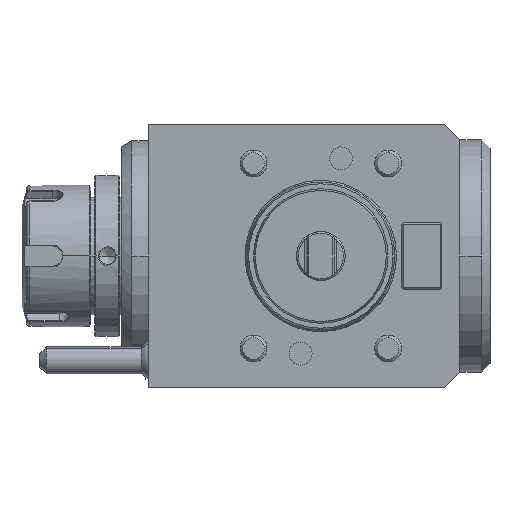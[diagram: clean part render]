
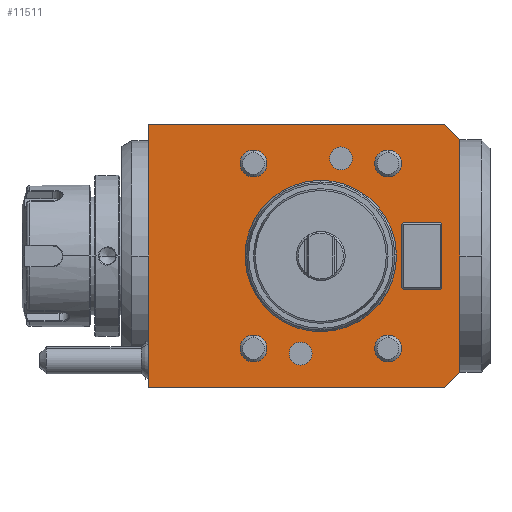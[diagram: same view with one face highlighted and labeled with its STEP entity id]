
A CAD part, front view. The second image highlights one B-rep face of the part: STEP entity #11511.
In plain terms, the highlighted planar face has unit normal (0, -1, 0).
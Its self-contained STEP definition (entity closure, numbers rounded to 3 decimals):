
#3322=DIRECTION('',(-1.,0.,0.));
#3323=VECTOR('',#3322,88.);
#3324=CARTESIAN_POINT('',(88.,0.,39.));
#3325=LINE('',#3324,#3323);
#3326=DIRECTION('',(-0.707,0.,0.707));
#3327=VECTOR('',#3326,6.364);
#3328=CARTESIAN_POINT('',(92.5,0.,34.5));
#3329=LINE('',#3328,#3327);
#3330=DIRECTION('',(0.,0.,1.));
#3331=VECTOR('',#3330,69.);
#3332=CARTESIAN_POINT('',(92.5,0.,-34.5));
#3333=LINE('',#3332,#3331);
#3334=DIRECTION('',(0.707,0.,0.707));
#3335=VECTOR('',#3334,6.364);
#3336=CARTESIAN_POINT('',(88.,0.,-39.));
#3337=LINE('',#3336,#3335);
#3338=DIRECTION('',(1.,0.,0.));
#3339=VECTOR('',#3338,88.);
#3340=CARTESIAN_POINT('',(0.,0.,-39.));
#3341=LINE('',#3340,#3339);
#3342=DIRECTION('',(0.,0.,-1.));
#3343=VECTOR('',#3342,78.);
#3344=CARTESIAN_POINT('',(0.,0.,39.));
#3345=LINE('',#3344,#3343);
#3346=CARTESIAN_POINT('',(57.2,0.,29.));
#3347=DIRECTION('',(0.,-1.,0.));
#3348=DIRECTION('',(-1.,0.,0.));
#3349=AXIS2_PLACEMENT_3D('',#3346,#3347,#3348);
#3351=CARTESIAN_POINT('',(57.2,0.,29.));
#3352=DIRECTION('',(0.,-1.,0.));
#3353=DIRECTION('',(1.,0.,0.));
#3354=AXIS2_PLACEMENT_3D('',#3351,#3352,#3353);
#3356=CARTESIAN_POINT('',(45.2,0.,-29.));
#3357=DIRECTION('',(0.,1.,0.));
#3358=DIRECTION('',(1.,0.,0.));
#3359=AXIS2_PLACEMENT_3D('',#3356,#3357,#3358);
#3361=CARTESIAN_POINT('',(45.2,0.,-29.));
#3362=DIRECTION('',(0.,1.,0.));
#3363=DIRECTION('',(-1.,0.,0.));
#3364=AXIS2_PLACEMENT_3D('',#3361,#3362,#3363);
#4368=CARTESIAN_POINT('',(71.2,0.,-27.5));
#4369=DIRECTION('',(0.,1.,0.));
#4370=DIRECTION('',(0.,0.,-1.));
#4371=AXIS2_PLACEMENT_3D('',#4368,#4369,#4370);
#4373=CARTESIAN_POINT('',(71.2,0.,-27.5));
#4374=DIRECTION('',(0.,1.,0.));
#4375=DIRECTION('',(0.,0.,1.));
#4376=AXIS2_PLACEMENT_3D('',#4373,#4374,#4375);
#4414=CARTESIAN_POINT('',(71.2,0.,27.5));
#4415=DIRECTION('',(0.,1.,0.));
#4416=DIRECTION('',(0.,0.,-1.));
#4417=AXIS2_PLACEMENT_3D('',#4414,#4415,#4416);
#4419=CARTESIAN_POINT('',(71.2,0.,27.5));
#4420=DIRECTION('',(0.,1.,0.));
#4421=DIRECTION('',(0.,0.,1.));
#4422=AXIS2_PLACEMENT_3D('',#4419,#4420,#4421);
#4460=CARTESIAN_POINT('',(31.2,0.,-27.5));
#4461=DIRECTION('',(0.,1.,0.));
#4462=DIRECTION('',(0.,0.,-1.));
#4463=AXIS2_PLACEMENT_3D('',#4460,#4461,#4462);
#4465=CARTESIAN_POINT('',(31.2,0.,-27.5));
#4466=DIRECTION('',(0.,1.,0.));
#4467=DIRECTION('',(0.,0.,1.));
#4468=AXIS2_PLACEMENT_3D('',#4465,#4466,#4467);
#4506=CARTESIAN_POINT('',(31.2,0.,27.5));
#4507=DIRECTION('',(0.,1.,0.));
#4508=DIRECTION('',(0.,0.,-1.));
#4509=AXIS2_PLACEMENT_3D('',#4506,#4507,#4508);
#4511=CARTESIAN_POINT('',(31.2,0.,27.5));
#4512=DIRECTION('',(0.,1.,0.));
#4513=DIRECTION('',(0.,0.,1.));
#4514=AXIS2_PLACEMENT_3D('',#4511,#4512,#4513);
#4552=DIRECTION('',(1.,0.,0.));
#4553=VECTOR('',#4552,11.);
#4554=CARTESIAN_POINT('',(75.7,0.,10.));
#4555=LINE('',#4554,#4553);
#4568=DIRECTION('',(0.707,0.,-0.707));
#4569=VECTOR('',#4568,0.707);
#4570=CARTESIAN_POINT('',(86.7,0.,10.));
#4571=LINE('',#4570,#4569);
#4576=DIRECTION('',(0.,0.,-1.));
#4577=VECTOR('',#4576,19.);
#4578=CARTESIAN_POINT('',(87.2,0.,9.5));
#4579=LINE('',#4578,#4577);
#4592=DIRECTION('',(0.707,0.,0.707));
#4593=VECTOR('',#4592,0.707);
#4594=CARTESIAN_POINT('',(86.7,0.,-10.));
#4595=LINE('',#4594,#4593);
#4600=DIRECTION('',(1.,0.,0.));
#4601=VECTOR('',#4600,11.);
#4602=CARTESIAN_POINT('',(75.7,0.,-10.));
#4603=LINE('',#4602,#4601);
#4616=DIRECTION('',(-0.707,0.,0.707));
#4617=VECTOR('',#4616,0.707);
#4618=CARTESIAN_POINT('',(75.7,0.,-10.));
#4619=LINE('',#4618,#4617);
#4624=DIRECTION('',(0.,0.,-1.));
#4625=VECTOR('',#4624,19.);
#4626=CARTESIAN_POINT('',(75.2,0.,9.5));
#4627=LINE('',#4626,#4625);
#4640=DIRECTION('',(-0.707,0.,-0.707));
#4641=VECTOR('',#4640,0.707);
#4642=CARTESIAN_POINT('',(75.7,0.,10.));
#4643=LINE('',#4642,#4641);
#4696=CARTESIAN_POINT('',(51.2,0.,0.));
#4697=DIRECTION('',(0.,-1.,0.));
#4698=DIRECTION('',(0.,0.,-1.));
#4699=AXIS2_PLACEMENT_3D('',#4696,#4697,#4698);
#4701=CARTESIAN_POINT('',(51.2,0.,0.));
#4702=DIRECTION('',(0.,-1.,0.));
#4703=DIRECTION('',(0.,0.,1.));
#4704=AXIS2_PLACEMENT_3D('',#4701,#4702,#4703);
#7841=CARTESIAN_POINT('',(88.,0.,39.));
#7842=CARTESIAN_POINT('',(0.,0.,39.));
#7843=VERTEX_POINT('',#7841);
#7844=VERTEX_POINT('',#7842);
#7845=CARTESIAN_POINT('',(0.,0.,-39.));
#7846=VERTEX_POINT('',#7845);
#7847=CARTESIAN_POINT('',(88.,0.,-39.));
#7848=VERTEX_POINT('',#7847);
#7849=CARTESIAN_POINT('',(92.5,0.,-34.5));
#7850=VERTEX_POINT('',#7849);
#7851=CARTESIAN_POINT('',(92.5,0.,34.5));
#7852=VERTEX_POINT('',#7851);
#7853=CARTESIAN_POINT('',(48.6,0.,-29.));
#7854=CARTESIAN_POINT('',(41.8,0.,-29.));
#7855=VERTEX_POINT('',#7853);
#7856=VERTEX_POINT('',#7854);
#7865=CARTESIAN_POINT('',(53.8,0.,29.));
#7866=CARTESIAN_POINT('',(60.6,0.,29.));
#7867=VERTEX_POINT('',#7865);
#7868=VERTEX_POINT('',#7866);
#7903=CARTESIAN_POINT('',(51.2,0.,-22.));
#7904=CARTESIAN_POINT('',(51.2,0.,22.));
#7905=VERTEX_POINT('',#7903);
#7906=VERTEX_POINT('',#7904);
#7930=CARTESIAN_POINT('',(75.7,0.,10.));
#7931=CARTESIAN_POINT('',(86.7,0.,10.));
#7932=VERTEX_POINT('',#7930);
#7933=VERTEX_POINT('',#7931);
#7934=CARTESIAN_POINT('',(75.7,0.,-10.));
#7935=CARTESIAN_POINT('',(86.7,0.,-10.));
#7936=VERTEX_POINT('',#7934);
#7937=VERTEX_POINT('',#7935);
#7938=CARTESIAN_POINT('',(87.2,0.,9.5));
#7939=CARTESIAN_POINT('',(87.2,0.,-9.5));
#7940=VERTEX_POINT('',#7938);
#7941=VERTEX_POINT('',#7939);
#7942=CARTESIAN_POINT('',(75.2,0.,9.5));
#7943=CARTESIAN_POINT('',(75.2,0.,-9.5));
#7944=VERTEX_POINT('',#7942);
#7945=VERTEX_POINT('',#7943);
#7978=CARTESIAN_POINT('',(31.2,0.,23.5));
#7979=CARTESIAN_POINT('',(31.2,0.,31.5));
#7980=VERTEX_POINT('',#7978);
#7981=VERTEX_POINT('',#7979);
#7994=CARTESIAN_POINT('',(31.2,0.,-31.5));
#7995=CARTESIAN_POINT('',(31.2,0.,-23.5));
#7996=VERTEX_POINT('',#7994);
#7997=VERTEX_POINT('',#7995);
#8010=CARTESIAN_POINT('',(71.2,0.,23.5));
#8011=CARTESIAN_POINT('',(71.2,0.,31.5));
#8012=VERTEX_POINT('',#8010);
#8013=VERTEX_POINT('',#8011);
#8026=CARTESIAN_POINT('',(71.2,0.,-31.5));
#8027=CARTESIAN_POINT('',(71.2,0.,-23.5));
#8028=VERTEX_POINT('',#8026);
#8029=VERTEX_POINT('',#8027);
#11436=CARTESIAN_POINT('',(0.,0.,39.));
#11437=DIRECTION('',(0.,-1.,0.));
#11438=DIRECTION('',(0.,0.,-1.));
#11439=AXIS2_PLACEMENT_3D('',#11436,#11437,#11438);
#11440=PLANE('',#11439);
#11442=ORIENTED_EDGE('',*,*,#11441,.F.);
#11444=ORIENTED_EDGE('',*,*,#11443,.F.);
#11445=ORIENTED_EDGE('',*,*,#11410,.F.);
#11446=ORIENTED_EDGE('',*,*,#11426,.F.);
#11447=ORIENTED_EDGE('',*,*,#11118,.F.);
#11448=ORIENTED_EDGE('',*,*,#10873,.F.);
#11449=EDGE_LOOP('',(#11442,#11444,#11445,#11446,#11447,#11448));
#11450=FACE_OUTER_BOUND('',#11449,.F.);
#11452=ORIENTED_EDGE('',*,*,#11451,.F.);
#11454=ORIENTED_EDGE('',*,*,#11453,.F.);
#11455=EDGE_LOOP('',(#11452,#11454));
#11456=FACE_BOUND('',#11455,.F.);
#11458=ORIENTED_EDGE('',*,*,#11457,.F.);
#11460=ORIENTED_EDGE('',*,*,#11459,.F.);
#11461=EDGE_LOOP('',(#11458,#11460));
#11462=FACE_BOUND('',#11461,.F.);
#11464=ORIENTED_EDGE('',*,*,#11463,.F.);
#11466=ORIENTED_EDGE('',*,*,#11465,.F.);
#11467=EDGE_LOOP('',(#11464,#11466));
#11468=FACE_BOUND('',#11467,.F.);
#11470=ORIENTED_EDGE('',*,*,#11469,.F.);
#11472=ORIENTED_EDGE('',*,*,#11471,.F.);
#11473=EDGE_LOOP('',(#11470,#11472));
#11474=FACE_BOUND('',#11473,.F.);
#11476=ORIENTED_EDGE('',*,*,#11475,.F.);
#11478=ORIENTED_EDGE('',*,*,#11477,.T.);
#11480=ORIENTED_EDGE('',*,*,#11479,.T.);
#11482=ORIENTED_EDGE('',*,*,#11481,.F.);
#11484=ORIENTED_EDGE('',*,*,#11483,.T.);
#11486=ORIENTED_EDGE('',*,*,#11485,.T.);
#11488=ORIENTED_EDGE('',*,*,#11487,.F.);
#11490=ORIENTED_EDGE('',*,*,#11489,.F.);
#11491=EDGE_LOOP('',(#11476,#11478,#11480,#11482,#11484,#11486,#11488,#11490));
#11492=FACE_BOUND('',#11491,.F.);
#11494=ORIENTED_EDGE('',*,*,#11493,.T.);
#11496=ORIENTED_EDGE('',*,*,#11495,.T.);
#11497=EDGE_LOOP('',(#11494,#11496));
#11498=FACE_BOUND('',#11497,.F.);
#11500=ORIENTED_EDGE('',*,*,#11499,.T.);
#11502=ORIENTED_EDGE('',*,*,#11501,.T.);
#11503=EDGE_LOOP('',(#11500,#11502));
#11504=FACE_BOUND('',#11503,.F.);
#11506=ORIENTED_EDGE('',*,*,#11505,.F.);
#11508=ORIENTED_EDGE('',*,*,#11507,.F.);
#11509=EDGE_LOOP('',(#11506,#11508));
#11510=FACE_BOUND('',#11509,.F.);
#3350=CIRCLE('',#3349,3.4);
#3355=CIRCLE('',#3354,3.4);
#3360=CIRCLE('',#3359,3.4);
#3365=CIRCLE('',#3364,3.4);
#4372=CIRCLE('',#4371,4.);
#4377=CIRCLE('',#4376,4.);
#4418=CIRCLE('',#4417,4.);
#4423=CIRCLE('',#4422,4.);
#4464=CIRCLE('',#4463,4.);
#4469=CIRCLE('',#4468,4.);
#4510=CIRCLE('',#4509,4.);
#4515=CIRCLE('',#4514,4.);
#4700=CIRCLE('',#4699,22.);
#4705=CIRCLE('',#4704,22.);
#10873=EDGE_CURVE('',#7844,#7846,#3345,.T.);
#11118=EDGE_CURVE('',#7846,#7848,#3341,.T.);
#11410=EDGE_CURVE('',#7850,#7852,#3333,.T.);
#11426=EDGE_CURVE('',#7848,#7850,#3337,.T.);
#11441=EDGE_CURVE('',#7843,#7844,#3325,.T.);
#11443=EDGE_CURVE('',#7852,#7843,#3329,.T.);
#11451=EDGE_CURVE('',#8028,#8029,#4372,.T.);
#11453=EDGE_CURVE('',#8029,#8028,#4377,.T.);
#11457=EDGE_CURVE('',#8012,#8013,#4418,.T.);
#11459=EDGE_CURVE('',#8013,#8012,#4423,.T.);
#11463=EDGE_CURVE('',#7996,#7997,#4464,.T.);
#11465=EDGE_CURVE('',#7997,#7996,#4469,.T.);
#11469=EDGE_CURVE('',#7980,#7981,#4510,.T.);
#11471=EDGE_CURVE('',#7981,#7980,#4515,.T.);
#11475=EDGE_CURVE('',#7932,#7933,#4555,.T.);
#11477=EDGE_CURVE('',#7932,#7944,#4643,.T.);
#11479=EDGE_CURVE('',#7944,#7945,#4627,.T.);
#11481=EDGE_CURVE('',#7936,#7945,#4619,.T.);
#11483=EDGE_CURVE('',#7936,#7937,#4603,.T.);
#11485=EDGE_CURVE('',#7937,#7941,#4595,.T.);
#11487=EDGE_CURVE('',#7940,#7941,#4579,.T.);
#11489=EDGE_CURVE('',#7933,#7940,#4571,.T.);
#11493=EDGE_CURVE('',#7905,#7906,#4700,.T.);
#11495=EDGE_CURVE('',#7906,#7905,#4705,.T.);
#11499=EDGE_CURVE('',#7867,#7868,#3350,.T.);
#11501=EDGE_CURVE('',#7868,#7867,#3355,.T.);
#11505=EDGE_CURVE('',#7855,#7856,#3360,.T.);
#11507=EDGE_CURVE('',#7856,#7855,#3365,.T.);
#11511=ADVANCED_FACE('',(#11450,#11456,#11462,#11468,#11474,#11492,#11498,
#11504,#11510),#11440,.T.);
